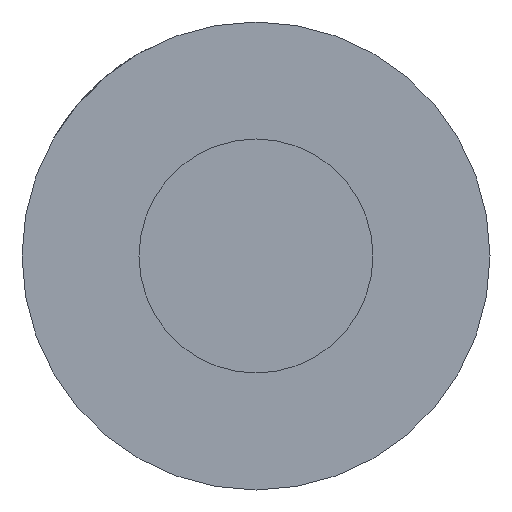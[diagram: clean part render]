
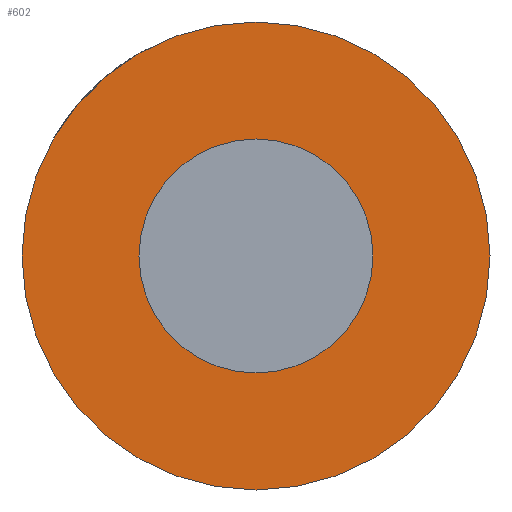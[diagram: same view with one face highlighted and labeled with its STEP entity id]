
A CAD part, front view. The second image highlights one B-rep face of the part: STEP entity #602.
In plain terms, the highlighted planar face has unit normal (0, -1, 0).
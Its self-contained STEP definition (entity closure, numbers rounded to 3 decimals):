
#13 = DIRECTION ( 'NONE',  ( 0., 0., 1. ) ) ;
#18 = CARTESIAN_POINT ( 'NONE',  ( 0., 0., 0. ) ) ;
#22 = CIRCLE ( 'NONE', #201, 10. ) ;
#34 = FACE_BOUND ( 'NONE', #493, .T. ) ;
#47 = DIRECTION ( 'NONE',  ( 0., 1., 0. ) ) ;
#54 = CARTESIAN_POINT ( 'NONE',  ( 0., 0., 0. ) ) ;
#80 = CIRCLE ( 'NONE', #491, 5. ) ;
#104 = DIRECTION ( 'NONE',  ( 0., 0., 1. ) ) ;
#121 = EDGE_CURVE ( 'NONE', #609, #215, #420, .T. ) ;
#143 = EDGE_CURVE ( 'NONE', #215, #609, #22, .T. ) ;
#160 = DIRECTION ( 'NONE',  ( 0., 0., 1. ) ) ;
#168 = VERTEX_POINT ( 'NONE', #176 ) ;
#176 = CARTESIAN_POINT ( 'NONE',  ( 0., 0., -5. ) ) ;
#201 = AXIS2_PLACEMENT_3D ( 'NONE', #531, #274, #415 ) ;
#207 = VERTEX_POINT ( 'NONE', #378 ) ;
#212 = DIRECTION ( 'NONE',  ( 0., 1., 0. ) ) ;
#215 = VERTEX_POINT ( 'NONE', #538 ) ;
#221 = CARTESIAN_POINT ( 'NONE',  ( 0., 0., -10. ) ) ;
#227 = AXIS2_PLACEMENT_3D ( 'NONE', #461, #212, #13 ) ;
#274 = DIRECTION ( 'NONE',  ( 0., 1., 0. ) ) ;
#306 = FACE_OUTER_BOUND ( 'NONE', #501, .T. ) ;
#308 = AXIS2_PLACEMENT_3D ( 'NONE', #18, #524, #320 ) ;
#315 = ORIENTED_EDGE ( 'NONE', *, *, #121, .F. ) ;
#320 = DIRECTION ( 'NONE',  ( 0., 0., 1. ) ) ;
#344 = ORIENTED_EDGE ( 'NONE', *, *, #143, .F. ) ;
#378 = CARTESIAN_POINT ( 'NONE',  ( 0., 0., 5. ) ) ;
#382 = ORIENTED_EDGE ( 'NONE', *, *, #517, .T. ) ;
#385 = AXIS2_PLACEMENT_3D ( 'NONE', #54, #404, #160 ) ;
#404 = DIRECTION ( 'NONE',  ( 0., 1., 0. ) ) ;
#415 = DIRECTION ( 'NONE',  ( 0., 0., 1. ) ) ;
#420 = CIRCLE ( 'NONE', #308, 10. ) ;
#421 = ORIENTED_EDGE ( 'NONE', *, *, #453, .T. ) ;
#453 = EDGE_CURVE ( 'NONE', #207, #168, #80, .T. ) ;
#455 = CARTESIAN_POINT ( 'NONE',  ( 0., 0., 0. ) ) ;
#461 = CARTESIAN_POINT ( 'NONE',  ( 0., 0., 0. ) ) ;
#491 = AXIS2_PLACEMENT_3D ( 'NONE', #455, #47, #104 ) ;
#493 = EDGE_LOOP ( 'NONE', ( #382, #421 ) ) ;
#501 = EDGE_LOOP ( 'NONE', ( #315, #344 ) ) ;
#517 = EDGE_CURVE ( 'NONE', #168, #207, #584, .T. ) ;
#519 = PLANE ( 'NONE',  #227 ) ;
#524 = DIRECTION ( 'NONE',  ( 0., 1., 0. ) ) ;
#531 = CARTESIAN_POINT ( 'NONE',  ( 0., 0., 0. ) ) ;
#538 = CARTESIAN_POINT ( 'NONE',  ( 0., 0., 10. ) ) ;
#584 = CIRCLE ( 'NONE', #385, 5. ) ;
#602 = ADVANCED_FACE ( 'NONE', ( #306, #34 ), #519, .F. ) ;
#609 = VERTEX_POINT ( 'NONE', #221 ) ;
